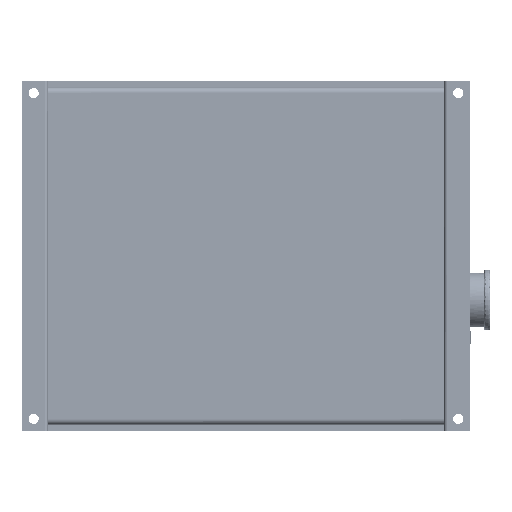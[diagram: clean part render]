
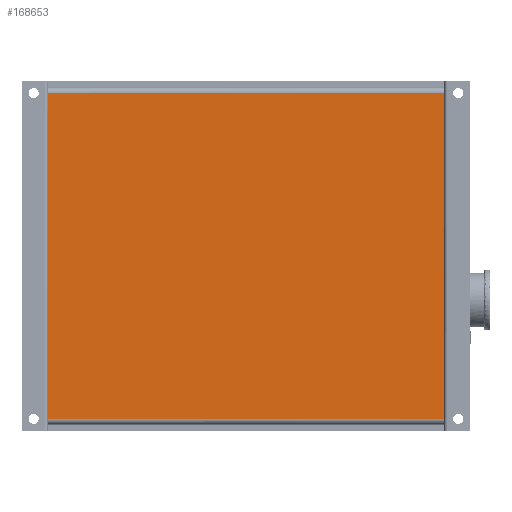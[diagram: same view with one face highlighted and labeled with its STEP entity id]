
A CAD part, front view. The second image highlights one B-rep face of the part: STEP entity #168653.
In plain terms, the highlighted planar face has unit normal (0, -1, 0).
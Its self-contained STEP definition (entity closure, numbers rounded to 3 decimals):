
#1335 = ORIENTED_EDGE ( 'NONE', *, *, #212505, .T. ) ;
#5650 = DIRECTION ( 'NONE',  ( 0., 1., 0. ) ) ;
#7239 = CARTESIAN_POINT ( 'NONE',  ( -8.52, 0.406, 0.5 ) ) ;
#9628 = CARTESIAN_POINT ( 'NONE',  ( -8.52, 0.406, 0.5 ) ) ;
#20576 = CARTESIAN_POINT ( 'NONE',  ( 8.52, 0.406, 9.833 ) ) ;
#31910 = EDGE_CURVE ( 'NONE', #174986, #54319, #250345, .T. ) ;
#40205 = CARTESIAN_POINT ( 'NONE',  ( -8.52, 0.406, 5.167 ) ) ;
#42051 = ORIENTED_EDGE ( 'NONE', *, *, #31910, .F. ) ;
#46428 = AXIS2_PLACEMENT_3D ( 'NONE', #180697, #5650, #142385 ) ;
#50539 = CARTESIAN_POINT ( 'NONE',  ( 8.52, 0.406, 0.5 ) ) ;
#50999 = CARTESIAN_POINT ( 'NONE',  ( 8.52, 0.406, 14.5 ) ) ;
#52594 = EDGE_CURVE ( 'NONE', #149005, #82257, #142764, .T. ) ;
#54319 = VERTEX_POINT ( 'NONE', #156245 ) ;
#74777 = CARTESIAN_POINT ( 'NONE',  ( -8.52, 0.406, 14.5 ) ) ;
#82257 = VERTEX_POINT ( 'NONE', #7239 ) ;
#83278 = EDGE_LOOP ( 'NONE', ( #214667, #193808, #42051, #1335 ) ) ;
#87670 = B_SPLINE_CURVE_WITH_KNOTS ( 'NONE', 3,
 ( #136902, #195663, #20576, #98569 ),
 .UNSPECIFIED., .F., .F.,
 ( 4, 4 ),
 ( 0., 1. ),
 .UNSPECIFIED. ) ;
#98569 = CARTESIAN_POINT ( 'NONE',  ( 8.52, 0.406, 14.5 ) ) ;
#121982 = PLANE ( 'NONE',  #46428 ) ;
#126799 = B_SPLINE_CURVE_WITH_KNOTS ( 'NONE', 3,
 ( #74777, #212715, #40205, #157684 ),
 .UNSPECIFIED., .F., .F.,
 ( 4, 4 ),
 ( 0., 1. ),
 .UNSPECIFIED. ) ;
#136902 = CARTESIAN_POINT ( 'NONE',  ( 8.52, 0.406, 0.5 ) ) ;
#142385 = DIRECTION ( 'NONE',  ( 1., 0., 0. ) ) ;
#142764 = B_SPLINE_CURVE_WITH_KNOTS ( 'NONE', 3,
 ( #50539, #240923, #243439, #9628 ),
 .UNSPECIFIED., .F., .F.,
 ( 4, 4 ),
 ( 0., 1. ),
 .UNSPECIFIED. ) ;
#149005 = VERTEX_POINT ( 'NONE', #187845 ) ;
#156245 = CARTESIAN_POINT ( 'NONE',  ( 8.52, 0.406, 14.5 ) ) ;
#157684 = CARTESIAN_POINT ( 'NONE',  ( -8.52, 0.406, 0.5 ) ) ;
#168653 = ADVANCED_FACE ( 'NONE', ( #201133 ), #121982, .F. ) ;
#174986 = VERTEX_POINT ( 'NONE', #239950 ) ;
#175783 = EDGE_CURVE ( 'NONE', #149005, #54319, #87670, .T. ) ;
#180697 = CARTESIAN_POINT ( 'NONE',  ( 28.403, 0.406, 14.75 ) ) ;
#182615 = CARTESIAN_POINT ( 'NONE',  ( -8.52, 0.406, 14.5 ) ) ;
#187845 = CARTESIAN_POINT ( 'NONE',  ( 8.52, 0.406, 0.5 ) ) ;
#193808 = ORIENTED_EDGE ( 'NONE', *, *, #175783, .T. ) ;
#195663 = CARTESIAN_POINT ( 'NONE',  ( 8.52, 0.406, 5.167 ) ) ;
#201133 = FACE_OUTER_BOUND ( 'NONE', #83278, .T. ) ;
#205558 = CARTESIAN_POINT ( 'NONE',  ( -2.84, 0.406, 14.5 ) ) ;
#212505 = EDGE_CURVE ( 'NONE', #174986, #82257, #126799, .T. ) ;
#212715 = CARTESIAN_POINT ( 'NONE',  ( -8.52, 0.406, 9.833 ) ) ;
#214667 = ORIENTED_EDGE ( 'NONE', *, *, #52594, .F. ) ;
#239950 = CARTESIAN_POINT ( 'NONE',  ( -8.52, 0.406, 14.5 ) ) ;
#240923 = CARTESIAN_POINT ( 'NONE',  ( 2.84, 0.406, 0.5 ) ) ;
#241370 = CARTESIAN_POINT ( 'NONE',  ( 2.84, 0.406, 14.5 ) ) ;
#243439 = CARTESIAN_POINT ( 'NONE',  ( -2.84, 0.406, 0.5 ) ) ;
#250345 = B_SPLINE_CURVE_WITH_KNOTS ( 'NONE', 3,
 ( #182615, #205558, #241370, #50999 ),
 .UNSPECIFIED., .F., .F.,
 ( 4, 4 ),
 ( 0., 1. ),
 .UNSPECIFIED. ) ;
